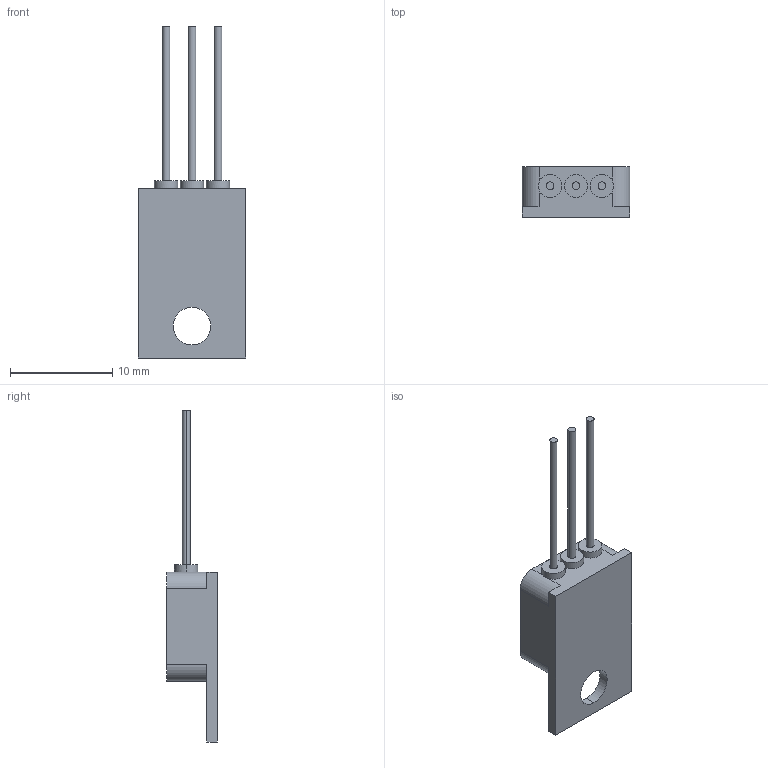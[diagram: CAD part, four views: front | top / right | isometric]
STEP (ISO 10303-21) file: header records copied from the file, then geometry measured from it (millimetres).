
FILE_DESCRIPTION (( 'STEP AP203' ), '1' );
FILE_NAME ('D100723G-STEP Rev B.STEP', '2021-11-11T13:53:27', ( '' ), ( '' ), 'SwSTEP 2.0', 'SolidWorks 2018', '' );
FILE_SCHEMA (( 'CONFIG_CONTROL_DESIGN' ));
Length unit declared in the file: inch
Products named in the file (1): D100723G-STEP Rev B
Bounding box: 10.54 x 4.95 x 32.51 mm (x, y, z)
Volume: 630.2 mm3; surface area: 678.7 mm2
Topology: 1 solids, 1 shells, 226 faces, 584 edges, 388 vertices
Faces by surface type: plane 155, bspline 44, cylinder 27
Entity records: 9397 total; most frequent: CARTESIAN_POINT 4027, ORIENTED_EDGE 1168, DIRECTION 920, EDGE_CURVE 584, VECTOR 438, LINE 438, VERTEX_POINT 388, EDGE_LOOP 256
